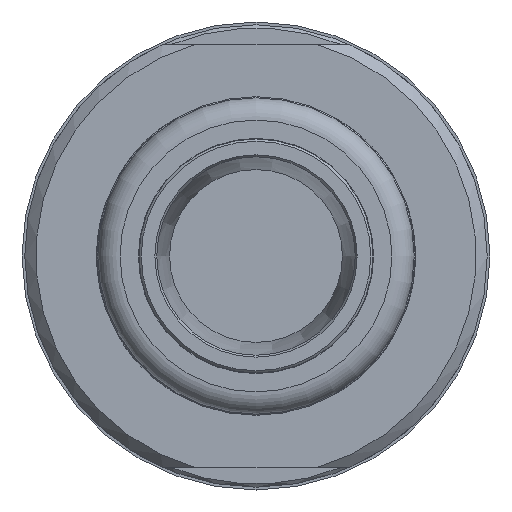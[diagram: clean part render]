
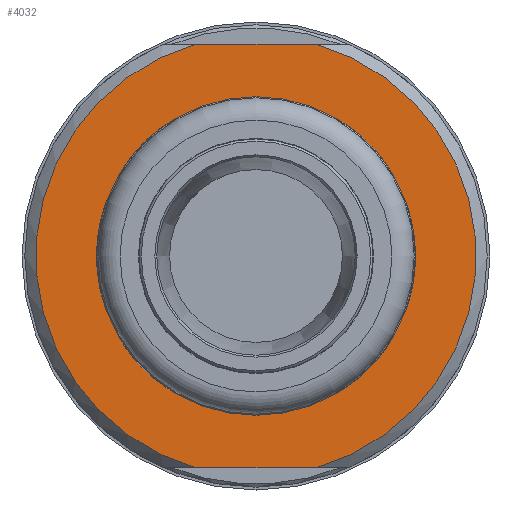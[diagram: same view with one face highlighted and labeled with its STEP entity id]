
A CAD part, left-side view. The second image highlights one B-rep face of the part: STEP entity #4032.
In plain terms, the highlighted planar face has unit normal (-1, 0, 0).
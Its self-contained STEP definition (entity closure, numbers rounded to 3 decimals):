
#371=LINE('',#5921,#727);
#375=LINE('',#5937,#731);
#727=VECTOR('',#4726,10.);
#731=VECTOR('',#4734,10.);
#1122=FACE_BOUND('',#1421,.T.);
#1178=FACE_OUTER_BOUND('',#1420,.T.);
#1420=EDGE_LOOP('',(#2814,#2815,#2816,#2817));
#1421=EDGE_LOOP('',(#2818));
#1675=CIRCLE('',#4286,8.15);
#1693=CIRCLE('',#4322,19.75);
#1694=CIRCLE('',#4325,19.75);
#1807=VERTEX_POINT('',#5728);
#1833=VERTEX_POINT('',#5916);
#1834=VERTEX_POINT('',#5920);
#1837=VERTEX_POINT('',#5932);
#1838=VERTEX_POINT('',#5936);
#2177=EDGE_CURVE('',#1807,#1807,#1675,.T.);
#2212=EDGE_CURVE('',#1834,#1833,#371,.T.);
#2218=EDGE_CURVE('',#1838,#1837,#375,.T.);
#2221=EDGE_CURVE('',#1834,#1837,#1693,.T.);
#2222=EDGE_CURVE('',#1838,#1833,#1694,.T.);
#2814=ORIENTED_EDGE('',*,*,#2212,.T.);
#2815=ORIENTED_EDGE('',*,*,#2222,.F.);
#2816=ORIENTED_EDGE('',*,*,#2218,.T.);
#2817=ORIENTED_EDGE('',*,*,#2221,.F.);
#2818=ORIENTED_EDGE('',*,*,#2177,.T.);
#3873=PLANE('',#4324);
#4032=ADVANCED_FACE('',(#1178,#1122),#3873,.T.);
#4286=AXIS2_PLACEMENT_3D('',#5729,#4657,#4658);
#4322=AXIS2_PLACEMENT_3D('',#5944,#4741,#4742);
#4324=AXIS2_PLACEMENT_3D('',#5946,#4745,#4746);
#4325=AXIS2_PLACEMENT_3D('',#5947,#4747,#4748);
#4657=DIRECTION('center_axis',(1.,0.,0.));
#4658=DIRECTION('ref_axis',(0.,1.,0.));
#4726=DIRECTION('',(0.,-1.,0.));
#4734=DIRECTION('',(0.,1.,0.));
#4741=DIRECTION('center_axis',(1.,0.,0.));
#4742=DIRECTION('ref_axis',(0.,1.,0.));
#4745=DIRECTION('center_axis',(-1.,0.,0.));
#4746=DIRECTION('ref_axis',(0.,0.,1.));
#4747=DIRECTION('center_axis',(1.,0.,0.));
#4748=DIRECTION('ref_axis',(0.,1.,0.));
#5728=CARTESIAN_POINT('',(-85.,-8.15,0.));
#5729=CARTESIAN_POINT('Origin',(-85.,0.,
0.));
#5916=CARTESIAN_POINT('',(-85.,-5.391,-19.));
#5920=CARTESIAN_POINT('',(-85.,5.391,-19.));
#5921=CARTESIAN_POINT('',(-85.,1.392,-19.));
#5932=CARTESIAN_POINT('',(-85.,5.391,19.));
#5936=CARTESIAN_POINT('',(-85.,-5.391,19.));
#5937=CARTESIAN_POINT('',(-85.,12.483,19.));
#5944=CARTESIAN_POINT('Origin',(-85.,0.,0.));
#5946=CARTESIAN_POINT('Origin',(-85.,13.875,0.));
#5947=CARTESIAN_POINT('Origin',(-85.,0.,0.));
